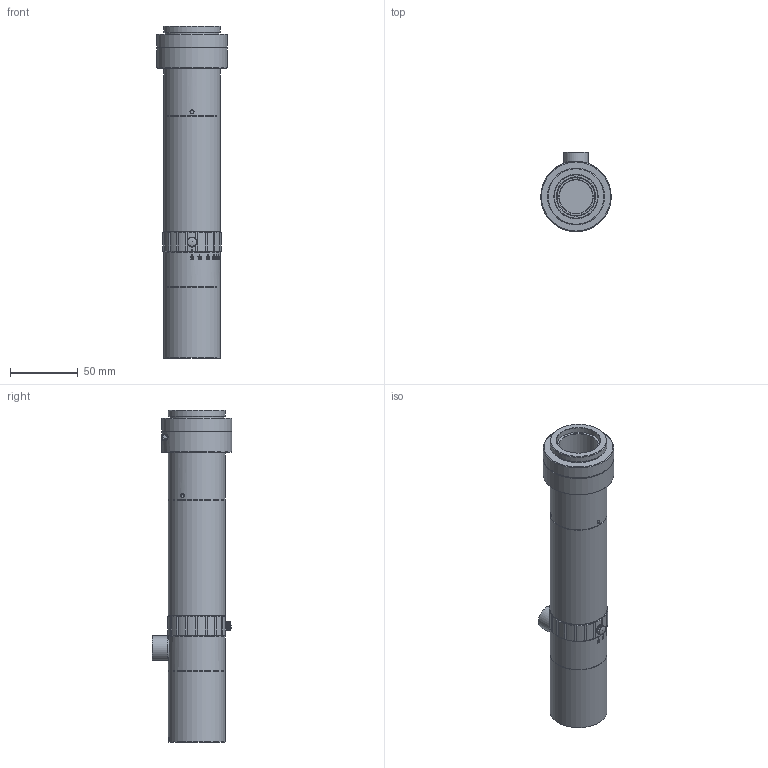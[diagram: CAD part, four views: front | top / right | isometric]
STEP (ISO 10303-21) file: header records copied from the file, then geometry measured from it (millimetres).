
FILE_DESCRIPTION(/* description */ (''),/* implementation_level */ '2;1');
FILE_NAME(/* name */ 'TC200110W_3D.stp',/* time_stamp */ '2020-10-29T19:29:07+08:00',/* author */ (''),/* organization */ (''),/* preprocessor_version */ 'ST-DEVELOPER v16',/* originating_system */ 'SIEMENS PLM Software NX 10.0',/* authorisation */ '');
FILE_SCHEMA (('AUTOMOTIVE_DESIGN { 1 0 10303 214 3 1 1 1 }'));
Length unit declared in the file: millimetre
Products named in the file (1): Admi1674BEC0ymnb
Bounding box: 52 x 59 x 245 mm (x, y, z)
Volume: 227095.3 mm3; surface area: 95106.5 mm2
Topology: 16 solids, 16 shells, 1256 faces, 3109 edges, 1993 vertices
Faces by surface type: plane 533, cylinder 307, cone 232, extrusion 100, torus 65, bspline 14, sphere 5
Full cylindrical faces by diameter (mm): 2.05 x1, 2.1 x1, 2.2 x1, 2.5 x1, 2.6 x4, 3 x1, 4.7 x1, 8 x2, 10.9 x1, 11.4 x2, 12 x3, 13 x2, 13.2 x1, 14 x1, 15 x1, 17 x1, 18 x1, 21.4 x1, 23 x1, 24 x2, 24.6 x1, 25 x2, 25.6 x1, 26 x3, 27 x2, 28 x3, 28.4 x1, 28.6 x2, 29 x2, 29.2 x1
Entity records: 46042 total; most frequent: CARTESIAN_POINT 17833, DIRECTION 5599, ORIENTED_EDGE 5422, EDGE_CURVE 2711, AXIS2_PLACEMENT_3D 2285, VERTEX_POINT 1933, EDGE_LOOP 1735, ADVANCED_FACE 1255
